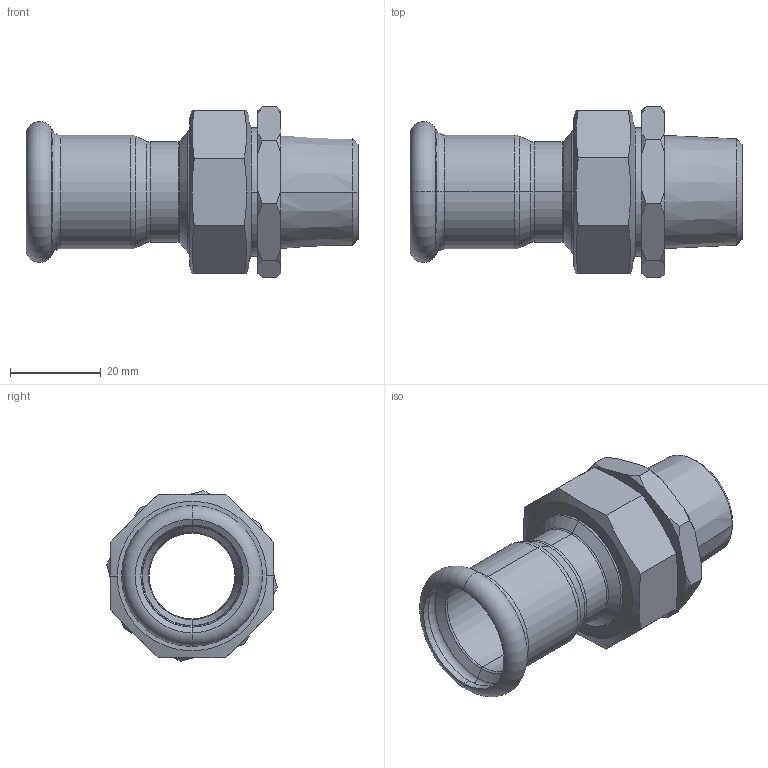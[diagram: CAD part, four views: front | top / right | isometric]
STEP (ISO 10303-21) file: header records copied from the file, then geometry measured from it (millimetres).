
FILE_DESCRIPTION (( 'STEP AP203' ), '1' );
FILE_NAME ('3D_PS728_22x 1_148801210.STEP', '2024-11-22T14:01:42', ( '' ), ( '' ), 'SwSTEP 2.0', 'SolidWorks 2023', '' );
FILE_SCHEMA (( 'CONFIG_CONTROL_DESIGN' ));
Length unit declared in the file: millimetre
Products named in the file (1): 3D_PS728_22x 1_148801210
Bounding box: 73 x 37.52 x 37.52 mm (x, y, z)
Volume: 21294.7 mm3; surface area: 18227.7 mm2
Topology: 4 solids, 4 shells, 121 faces, 276 edges, 166 vertices
Faces by surface type: cone 46, cylinder 28, plane 27, torus 20
Entity records: 3563 total; most frequent: CARTESIAN_POINT 758, DIRECTION 598, ORIENTED_EDGE 552, EDGE_CURVE 276, AXIS2_PLACEMENT_3D 254, VERTEX_POINT 166, EDGE_LOOP 132, CIRCLE 132
